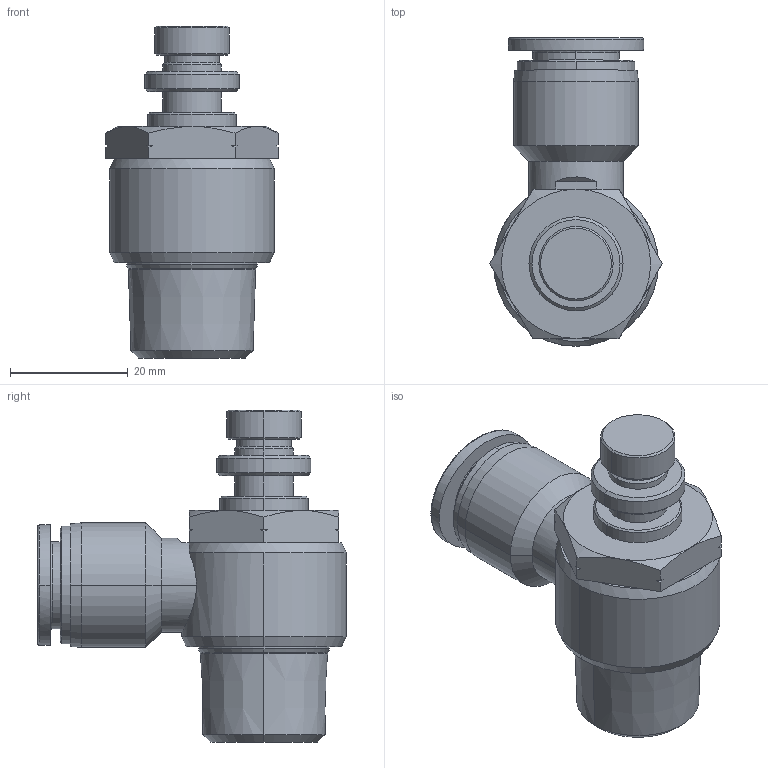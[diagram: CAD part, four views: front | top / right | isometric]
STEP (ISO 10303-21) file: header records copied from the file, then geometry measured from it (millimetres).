
FILE_DESCRIPTION((''),'2;1');
FILE_NAME('NSE1-2N04-MDT.stp','2017-07-07T16:44:58',(''),(''),'Mechanical Desktop 2009','Mechanical Desktop 2009',', , ');
FILE_SCHEMA(('CONFIG_CONTROL_DESIGN'));
Length unit declared in the file: millimetre
Products named in the file (8): NSE1-2N04-MDT; PART1; 3421 90 1254(NSE 12 N04); ~~~~PART1; ~~~PART1; A$C7DAA7424; 1; LOCK
Assembly tree (7 placements, depth 3):
  NSE1-2N04-MDT
    PART1
    3421 90 1254(NSE 12 N04)
      ~~~~PART1
      ~~~PART1
    A$C7DAA7424
    1
      LOCK
Bounding box: 29.33 x 52.5 x 56.5 mm (x, y, z)
Volume: 26419.1 mm3; surface area: 10443.8 mm2
Topology: 4 solids, 4 shells, 109 faces, 233 edges, 141 vertices
Faces by surface type: cone 47, cylinder 32, plane 25, bspline 5
Entity records: 3476 total; most frequent: CARTESIAN_POINT 986, DIRECTION 519, ORIENTED_EDGE 466, EDGE_CURVE 233, AXIS2_PLACEMENT_3D 218, VERTEX_POINT 141, EDGE_LOOP 120, FACE_OUTER_BOUND 109
